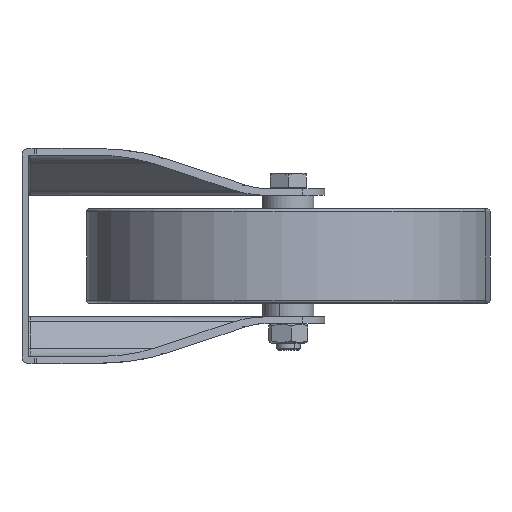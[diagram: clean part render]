
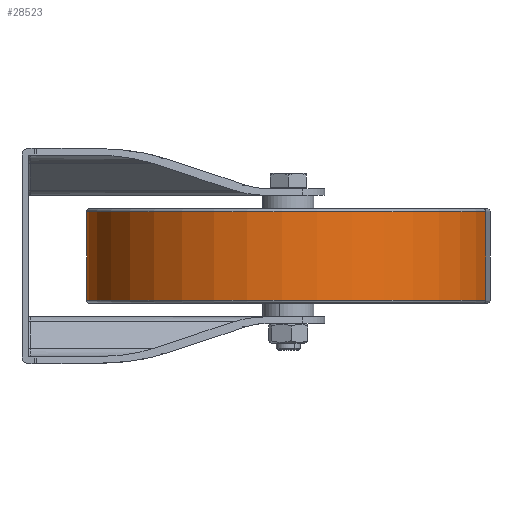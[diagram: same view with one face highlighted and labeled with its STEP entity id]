
A CAD part, left-side view. The second image highlights one B-rep face of the part: STEP entity #28523.
In plain terms, the highlighted cylindrical face has radius 150 mm (diameter 300 mm), a partial arc.
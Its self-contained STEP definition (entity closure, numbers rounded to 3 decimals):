
#37 = EDGE_LOOP ( 'NONE', ( #14039, #29553, #4262, #6710 ) ) ;
#384 = DIRECTION ( 'NONE',  ( 0., 0., 1. ) ) ;
#687 = DIRECTION ( 'NONE',  ( 0., 0., 1. ) ) ;
#990 = DIRECTION ( 'NONE',  ( -0.203, -0.979, 0. ) ) ;
#2444 = DIRECTION ( 'NONE',  ( 0.203, 0.979, 0. ) ) ;
#4262 = ORIENTED_EDGE ( 'NONE', *, *, #21451, .T. ) ;
#4361 = VERTEX_POINT ( 'NONE', #10933 ) ;
#4784 = CYLINDRICAL_SURFACE ( 'NONE', #22548, 150. ) ;
#5602 = LINE ( 'NONE', #15102, #16086 ) ;
#6710 = ORIENTED_EDGE ( 'NONE', *, *, #26952, .F. ) ;
#7129 = CARTESIAN_POINT ( 'NONE',  ( 0., -198., 6.913 ) ) ;
#7730 = DIRECTION ( 'NONE',  ( 0.203, 0.979, 0. ) ) ;
#10933 = CARTESIAN_POINT ( 'NONE',  ( 30.501, -51.134, -33. ) ) ;
#13051 = CARTESIAN_POINT ( 'NONE',  ( 30.501, -51.134, 33. ) ) ;
#14039 = ORIENTED_EDGE ( 'NONE', *, *, #17957, .T. ) ;
#14591 = CARTESIAN_POINT ( 'NONE',  ( 30.501, -51.134, 6.913 ) ) ;
#15051 = LINE ( 'NONE', #14591, #17964 ) ;
#15102 = CARTESIAN_POINT ( 'NONE',  ( -30.501, -344.866, 6.913 ) ) ;
#16086 = VECTOR ( 'NONE', #24657, 1000. ) ;
#16615 = DIRECTION ( 'NONE',  ( 0., 0., 1. ) ) ;
#17336 = AXIS2_PLACEMENT_3D ( 'NONE', #29333, #687, #7730 ) ;
#17814 = CARTESIAN_POINT ( 'NONE',  ( 0., -198., 33. ) ) ;
#17920 = CARTESIAN_POINT ( 'NONE',  ( -30.501, -344.866, -33. ) ) ;
#17957 = EDGE_CURVE ( 'NONE', #4361, #24809, #24386, .T. ) ;
#17964 = VECTOR ( 'NONE', #384, 1000. ) ;
#19853 = VERTEX_POINT ( 'NONE', #20101 ) ;
#20101 = CARTESIAN_POINT ( 'NONE',  ( -30.501, -344.866, 33. ) ) ;
#21451 = EDGE_CURVE ( 'NONE', #19853, #26818, #24481, .T. ) ;
#22548 = AXIS2_PLACEMENT_3D ( 'NONE', #7129, #16615, #2444 ) ;
#23227 = FACE_OUTER_BOUND ( 'NONE', #37, .T. ) ;
#24386 = CIRCLE ( 'NONE', #17336, 150. ) ;
#24481 = CIRCLE ( 'NONE', #28519, 150. ) ;
#24657 = DIRECTION ( 'NONE',  ( 0., 0., 1. ) ) ;
#24809 = VERTEX_POINT ( 'NONE', #17920 ) ;
#26818 = VERTEX_POINT ( 'NONE', #13051 ) ;
#26952 = EDGE_CURVE ( 'NONE', #4361, #26818, #15051, .T. ) ;
#27727 = DIRECTION ( 'NONE',  ( 0., 0., -1. ) ) ;
#28444 = EDGE_CURVE ( 'NONE', #24809, #19853, #5602, .T. ) ;
#28519 = AXIS2_PLACEMENT_3D ( 'NONE', #17814, #27727, #990 ) ;
#28523 = ADVANCED_FACE ( 'NONE', ( #23227 ), #4784, .T. ) ;
#29333 = CARTESIAN_POINT ( 'NONE',  ( 0., -198., -33. ) ) ;
#29553 = ORIENTED_EDGE ( 'NONE', *, *, #28444, .T. ) ;
